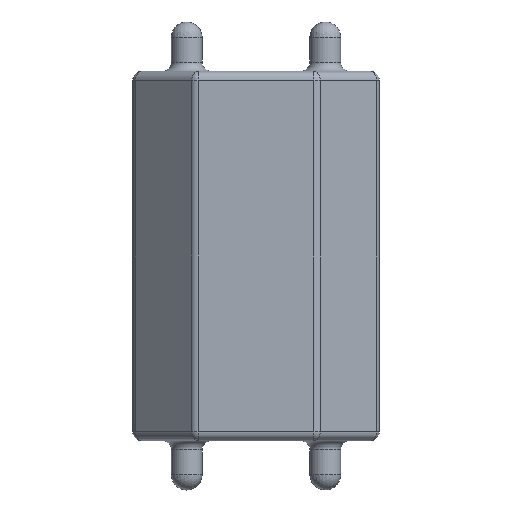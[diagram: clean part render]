
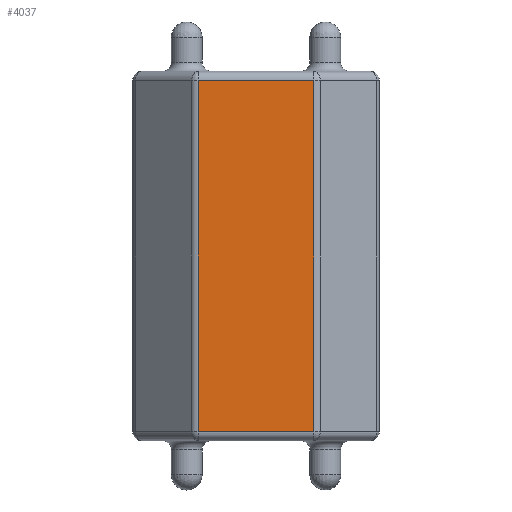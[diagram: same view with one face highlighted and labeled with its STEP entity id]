
A CAD part, front view. The second image highlights one B-rep face of the part: STEP entity #4037.
In plain terms, the highlighted planar face has unit normal (0, -1, 0).
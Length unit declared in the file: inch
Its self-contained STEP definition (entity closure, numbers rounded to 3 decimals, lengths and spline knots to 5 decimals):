
#138=PLANE('',#4332);
#284=FACE_OUTER_BOUND('',#522,.T.);
#522=EDGE_LOOP('',(#2979,#2980,#2981,#2982));
#866=LINE('',#6274,#1267);
#867=LINE('',#6276,#1268);
#868=LINE('',#6278,#1269);
#869=LINE('',#6279,#1270);
#1267=VECTOR('',#4998,0.3937);
#1268=VECTOR('',#4999,0.3937);
#1269=VECTOR('',#5000,0.3937);
#1270=VECTOR('',#5001,0.3937);
#1868=VERTEX_POINT('',#6272);
#1869=VERTEX_POINT('',#6273);
#1870=VERTEX_POINT('',#6275);
#1871=VERTEX_POINT('',#6277);
#2298=EDGE_CURVE('',#1868,#1869,#866,.T.);
#2299=EDGE_CURVE('',#1870,#1868,#867,.T.);
#2300=EDGE_CURVE('',#1871,#1870,#868,.T.);
#2301=EDGE_CURVE('',#1869,#1871,#869,.T.);
#2979=ORIENTED_EDGE('',*,*,#2298,.F.);
#2980=ORIENTED_EDGE('',*,*,#2299,.F.);
#2981=ORIENTED_EDGE('',*,*,#2300,.F.);
#2982=ORIENTED_EDGE('',*,*,#2301,.F.);
#4037=ADVANCED_FACE('',(#284),#138,.T.);
#4332=AXIS2_PLACEMENT_3D('',#6271,#4996,#4997);
#4996=DIRECTION('center_axis',(0.,-1.,0.));
#4997=DIRECTION('ref_axis',(0.,0.,
1.));
#4998=DIRECTION('',(0.,0.,-1.));
#4999=DIRECTION('',(1.,0.,0.));
#5000=DIRECTION('',(0.,0.,1.));
#5001=DIRECTION('',(-1.,0.,0.));
#6271=CARTESIAN_POINT('Origin',(6.95,-3.,-0.5875));
#6272=CARTESIAN_POINT('',(6.8,-3.,1.35037));
#6273=CARTESIAN_POINT('',(6.8,-3.,-0.52537));
#6274=CARTESIAN_POINT('',(6.8,-3.,-0.0875));
#6275=CARTESIAN_POINT('',(1.1,-3.,1.35037));
#6276=CARTESIAN_POINT('',(6.95,-3.,1.35037));
#6277=CARTESIAN_POINT('',(1.1,-3.,-0.52537));
#6278=CARTESIAN_POINT('',(1.1,-3.,-0.0875));
#6279=CARTESIAN_POINT('',(6.95,-3.,-0.52537));
